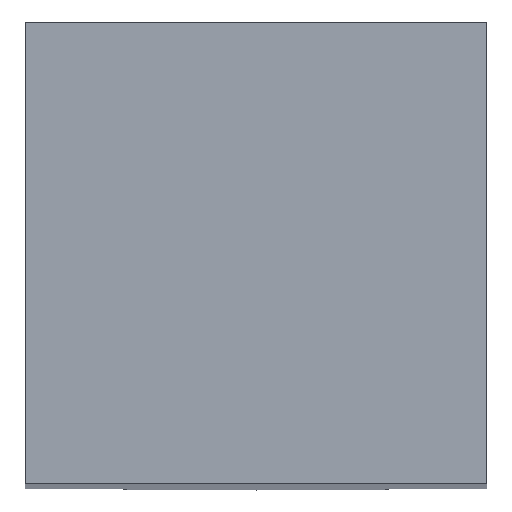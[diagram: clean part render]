
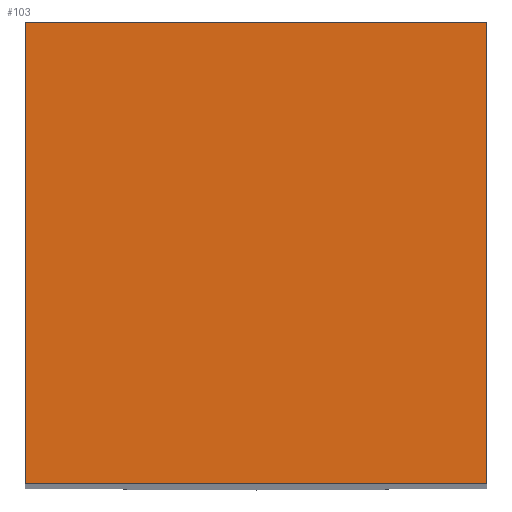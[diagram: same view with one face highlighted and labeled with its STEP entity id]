
A CAD part, top view. The second image highlights one B-rep face of the part: STEP entity #103.
In plain terms, the highlighted planar face has unit normal (0, 0, 1).
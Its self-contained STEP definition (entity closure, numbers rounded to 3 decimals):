
#103=ADVANCED_FACE('',(#135),#121,.F.);
#121=PLANE('',#392);
#135=FACE_OUTER_BOUND('',#149,.T.);
#149=EDGE_LOOP('',(#265,#266,#267,#268));
#179=LINE('',#567,#200);
#182=LINE('',#575,#203);
#184=LINE('',#581,#205);
#187=LINE('',#592,#208);
#200=VECTOR('',#437,1.);
#203=VECTOR('',#444,1.);
#205=VECTOR('',#452,1.);
#208=VECTOR('',#467,1.);
#265=ORIENTED_EDGE('',*,*,#351,.F.);
#266=ORIENTED_EDGE('',*,*,#347,.F.);
#267=ORIENTED_EDGE('',*,*,#360,.F.);
#268=ORIENTED_EDGE('',*,*,#355,.F.);
#314=VERTEX_POINT('',#566);
#315=VERTEX_POINT('',#568);
#318=VERTEX_POINT('',#576);
#319=VERTEX_POINT('',#582);
#347=EDGE_CURVE('',#314,#315,#179,.T.);
#351=EDGE_CURVE('',#315,#318,#182,.T.);
#355=EDGE_CURVE('',#318,#319,#184,.T.);
#360=EDGE_CURVE('',#319,#314,#187,.T.);
#392=AXIS2_PLACEMENT_3D('',#594,#470,#471);
#437=DIRECTION('',(-1.,0.,0.));
#444=DIRECTION('',(0.,1.,0.));
#452=DIRECTION('',(1.,0.,0.));
#467=DIRECTION('',(0.,-1.,0.));
#470=DIRECTION('',(0.,0.,-1.));
#471=DIRECTION('',(0.,-1.,0.));
#566=CARTESIAN_POINT('',(50.,0.,0.));
#567=CARTESIAN_POINT('',(50.,0.,0.));
#568=CARTESIAN_POINT('',(0.,0.,0.));
#575=CARTESIAN_POINT('',(0.,0.,0.));
#576=CARTESIAN_POINT('',(0.,50.,0.));
#581=CARTESIAN_POINT('',(0.,50.,0.));
#582=CARTESIAN_POINT('',(50.,50.,0.));
#592=CARTESIAN_POINT('',(50.,50.,0.));
#594=CARTESIAN_POINT('',(25.,25.,0.));
